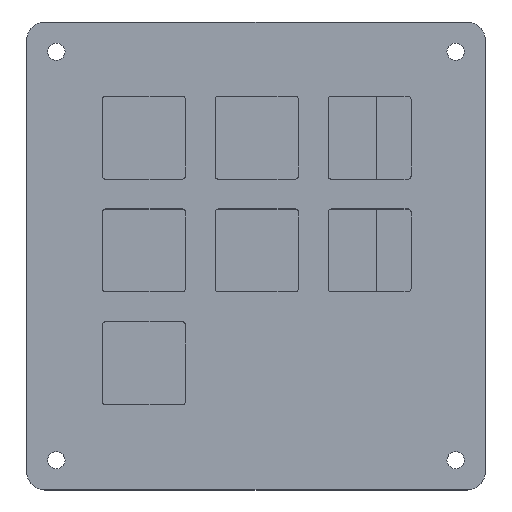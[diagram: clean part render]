
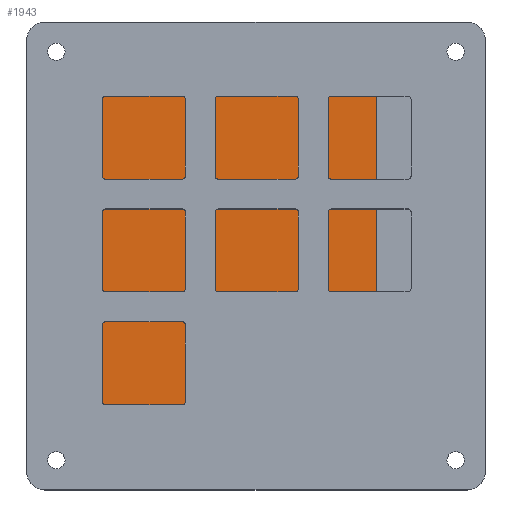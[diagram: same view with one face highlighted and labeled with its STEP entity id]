
A CAD part, top view. The second image highlights one B-rep face of the part: STEP entity #1943.
In plain terms, the highlighted planar face has unit normal (0, 0, 1).
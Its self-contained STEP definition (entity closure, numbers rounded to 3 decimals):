
#107=PLANE('',#2153);
#197=FACE_OUTER_BOUND('',#317,.T.);
#317=EDGE_LOOP('',(#1697,#1698,#1699,#1700));
#483=LINE('',#3194,#671);
#486=LINE('',#3200,#674);
#489=LINE('',#3206,#677);
#492=LINE('',#3210,#680);
#671=VECTOR('',#2624,10.);
#674=VECTOR('',#2629,10.);
#677=VECTOR('',#2634,10.);
#680=VECTOR('',#2639,10.);
#951=VERTEX_POINT('',#3191);
#952=VERTEX_POINT('',#3193);
#954=VERTEX_POINT('',#3199);
#956=VERTEX_POINT('',#3205);
#1203=EDGE_CURVE('',#952,#951,#483,.T.);
#1206=EDGE_CURVE('',#954,#952,#486,.T.);
#1209=EDGE_CURVE('',#956,#954,#489,.T.);
#1212=EDGE_CURVE('',#951,#956,#492,.T.);
#1697=ORIENTED_EDGE('',*,*,#1212,.T.);
#1698=ORIENTED_EDGE('',*,*,#1209,.T.);
#1699=ORIENTED_EDGE('',*,*,#1206,.T.);
#1700=ORIENTED_EDGE('',*,*,#1203,.T.);
#1943=ADVANCED_FACE('',(#197),#107,.T.);
#2153=AXIS2_PLACEMENT_3D('',#3211,#2640,#2641);
#2624=DIRECTION('',(0.,-1.,0.));
#2629=DIRECTION('',(-1.,0.,0.));
#2634=DIRECTION('',(0.,1.,0.));
#2639=DIRECTION('',(1.,0.,0.));
#2640=DIRECTION('center_axis',(0.,0.,1.));
#2641=DIRECTION('ref_axis',(1.,0.,0.));
#3191=CARTESIAN_POINT('',(0.,-37.,4.001));
#3193=CARTESIAN_POINT('',(0.,19.,4.001));
#3194=CARTESIAN_POINT('',(0.,-37.,4.001));
#3199=CARTESIAN_POINT('',(49.,19.,4.001));
#3200=CARTESIAN_POINT('',(0.,19.,4.001));
#3205=CARTESIAN_POINT('',(49.,-37.,4.001));
#3206=CARTESIAN_POINT('',(49.,19.,4.001));
#3210=CARTESIAN_POINT('',(49.,-37.,4.001));
#3211=CARTESIAN_POINT('Origin',(24.5,-9.,4.001));
